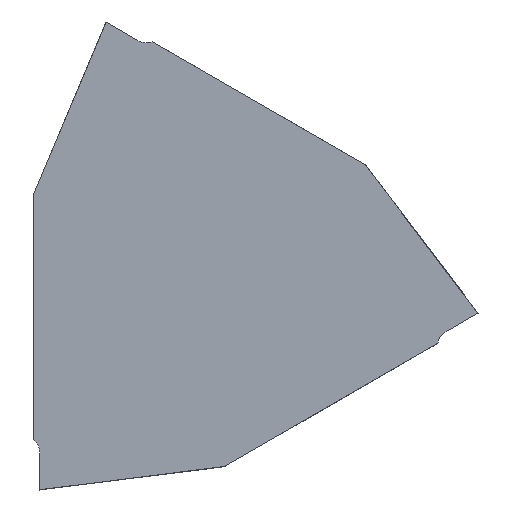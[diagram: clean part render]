
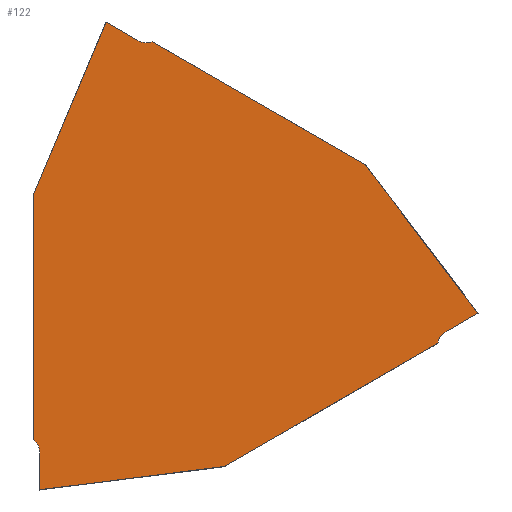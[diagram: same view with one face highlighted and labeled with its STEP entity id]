
A CAD part, left-side view. The second image highlights one B-rep face of the part: STEP entity #122.
In plain terms, the highlighted planar face has unit normal (-1, 0, 0).
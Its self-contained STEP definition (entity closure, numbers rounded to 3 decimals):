
#122=ADVANCED_FACE('',(#237),#208,.T.);
#208=PLANE('',#1504);
#237=FACE_OUTER_BOUND('',#323,.T.);
#323=EDGE_LOOP('',(#442,#443,#444,#445,#446,#447,#448,#449,#450,#451,#452,
#453,#454,#455,#456));
#409=ELLIPSE('',#1501,0.702,0.7);
#410=ELLIPSE('',#1502,0.702,0.7);
#411=ELLIPSE('',#1503,0.702,0.7);
#442=ORIENTED_EDGE('',*,*,#1015,.T.);
#443=ORIENTED_EDGE('',*,*,#1016,.T.);
#444=ORIENTED_EDGE('',*,*,#1017,.T.);
#445=ORIENTED_EDGE('',*,*,#1018,.T.);
#446=ORIENTED_EDGE('',*,*,#1019,.F.);
#447=ORIENTED_EDGE('',*,*,#1020,.T.);
#448=ORIENTED_EDGE('',*,*,#1021,.T.);
#449=ORIENTED_EDGE('',*,*,#1022,.T.);
#450=ORIENTED_EDGE('',*,*,#1023,.T.);
#451=ORIENTED_EDGE('',*,*,#1024,.F.);
#452=ORIENTED_EDGE('',*,*,#1025,.T.);
#453=ORIENTED_EDGE('',*,*,#1026,.T.);
#454=ORIENTED_EDGE('',*,*,#1027,.T.);
#455=ORIENTED_EDGE('',*,*,#1028,.T.);
#456=ORIENTED_EDGE('',*,*,#1029,.F.);
#880=VERTEX_POINT('',#1985);
#881=VERTEX_POINT('',#1986);
#882=VERTEX_POINT('',#1988);
#883=VERTEX_POINT('',#1990);
#884=VERTEX_POINT('',#1992);
#885=VERTEX_POINT('',#1994);
#886=VERTEX_POINT('',#1996);
#887=VERTEX_POINT('',#1998);
#888=VERTEX_POINT('',#2000);
#889=VERTEX_POINT('',#2002);
#890=VERTEX_POINT('',#2004);
#891=VERTEX_POINT('',#2006);
#892=VERTEX_POINT('',#2008);
#893=VERTEX_POINT('',#2010);
#894=VERTEX_POINT('',#2012);
#1015=EDGE_CURVE('',#880,#881,#1234,.T.);
#1016=EDGE_CURVE('',#881,#882,#1235,.T.);
#1017=EDGE_CURVE('',#882,#883,#1236,.T.);
#1018=EDGE_CURVE('',#883,#884,#1237,.T.);
#1019=EDGE_CURVE('',#885,#884,#409,.T.);
#1020=EDGE_CURVE('',#885,#886,#1238,.T.);
#1021=EDGE_CURVE('',#886,#887,#1239,.T.);
#1022=EDGE_CURVE('',#887,#888,#1240,.T.);
#1023=EDGE_CURVE('',#888,#889,#1241,.T.);
#1024=EDGE_CURVE('',#890,#889,#410,.T.);
#1025=EDGE_CURVE('',#890,#891,#1242,.T.);
#1026=EDGE_CURVE('',#891,#892,#1243,.T.);
#1027=EDGE_CURVE('',#892,#893,#1244,.T.);
#1028=EDGE_CURVE('',#893,#894,#1245,.T.);
#1029=EDGE_CURVE('',#880,#894,#411,.T.);
#1234=LINE('',#1984,#1315);
#1235=LINE('',#1987,#1316);
#1236=LINE('',#1989,#1317);
#1237=LINE('',#1991,#1318);
#1238=LINE('',#1995,#1319);
#1239=LINE('',#1997,#1320);
#1240=LINE('',#1999,#1321);
#1241=LINE('',#2001,#1322);
#1242=LINE('',#2005,#1323);
#1243=LINE('',#2007,#1324);
#1244=LINE('',#2009,#1325);
#1245=LINE('',#2011,#1326);
#1315=VECTOR('',#1626,1.);
#1316=VECTOR('',#1627,1.);
#1317=VECTOR('',#1628,1.);
#1318=VECTOR('',#1629,1.);
#1319=VECTOR('',#1632,1.);
#1320=VECTOR('',#1633,1.);
#1321=VECTOR('',#1634,1.);
#1322=VECTOR('',#1635,1.);
#1323=VECTOR('',#1638,1.);
#1324=VECTOR('',#1639,1.);
#1325=VECTOR('',#1640,1.);
#1326=VECTOR('',#1641,1.);
#1501=AXIS2_PLACEMENT_3D('',#1993,#1630,#1631);
#1502=AXIS2_PLACEMENT_3D('',#2003,#1636,#1637);
#1503=AXIS2_PLACEMENT_3D('',#2013,#1642,#1643);
#1504=AXIS2_PLACEMENT_3D('',#2014,#1644,#1645);
#1626=DIRECTION('',(0.,0.,-1.));
#1627=DIRECTION('',(0.,-0.992,0.125));
#1628=DIRECTION('',(0.,-0.866,0.5));
#1629=DIRECTION('',(0.,-0.259,0.966));
#1630=DIRECTION('',(-1.,0.,0.));
#1631=DIRECTION('',(0.,-0.998,0.059));
#1632=DIRECTION('',(0.,-0.866,0.5));
#1633=DIRECTION('',(0.,0.605,0.797));
#1634=DIRECTION('',(0.,0.866,0.5));
#1635=DIRECTION('',(0.,0.966,-0.259));
#1636=DIRECTION('',(-1.,0.,0.));
#1637=DIRECTION('',(0.,0.551,0.835));
#1638=DIRECTION('',(0.,0.866,0.5));
#1639=DIRECTION('',(0.,0.388,-0.922));
#1640=DIRECTION('',(0.,0.,-1.));
#1641=DIRECTION('',(0.,-0.707,-0.707));
#1642=DIRECTION('',(-1.,0.,0.));
#1643=DIRECTION('',(0.,0.448,-0.894));
#1644=DIRECTION('',(-1.,0.,0.));
#1645=DIRECTION('',(0.,0.,1.));
#1984=CARTESIAN_POINT('',(0.,6.855,0.));
#1985=CARTESIAN_POINT('',(0.,6.855,-7.261));
#1986=CARTESIAN_POINT('',(0.,6.855,-8.757));
#1987=CARTESIAN_POINT('',(0.,-0.651,-7.809));
#1988=CARTESIAN_POINT('',(0.,-0.681,-7.805));
#1989=CARTESIAN_POINT('',(0.,7.1,-12.298));
#1990=CARTESIAN_POINT('',(0.,-9.374,-2.786));
#1991=CARTESIAN_POINT('',(0.,-9.443,-2.53));
#1992=CARTESIAN_POINT('',(0.,-9.389,-2.732));
#1993=CARTESIAN_POINT('',(0.,-10.067,-2.912));
#1994=CARTESIAN_POINT('',(0.,-9.715,-2.306));
#1995=CARTESIAN_POINT('',(0.,-3.428,-5.937));
#1996=CARTESIAN_POINT('',(0.,-11.011,-1.558));
#1997=CARTESIAN_POINT('',(0.,-6.437,4.468));
#1998=CARTESIAN_POINT('',(0.,-6.419,4.492));
#1999=CARTESIAN_POINT('',(0.,-14.2,0.));
#2000=CARTESIAN_POINT('',(0.,2.274,9.511));
#2001=CARTESIAN_POINT('',(0.,2.53,9.443));
#2002=CARTESIAN_POINT('',(0.,2.329,9.497));
#2003=CARTESIAN_POINT('',(0.,2.512,10.174));
#2004=CARTESIAN_POINT('',(0.,2.86,9.567));
#2005=CARTESIAN_POINT('',(0.,-3.427,5.937));
#2006=CARTESIAN_POINT('',(0.,4.156,10.315));
#2007=CARTESIAN_POINT('',(0.,7.088,3.341));
#2008=CARTESIAN_POINT('',(0.,7.1,3.313));
#2009=CARTESIAN_POINT('',(0.,7.1,12.298));
#2010=CARTESIAN_POINT('',(0.,7.1,-6.725));
#2011=CARTESIAN_POINT('',(0.,6.913,-6.913));
#2012=CARTESIAN_POINT('',(0.,7.06,-6.765));
#2013=CARTESIAN_POINT('',(0.,7.555,-7.262));
#2014=CARTESIAN_POINT('',(0.,0.,0.));
